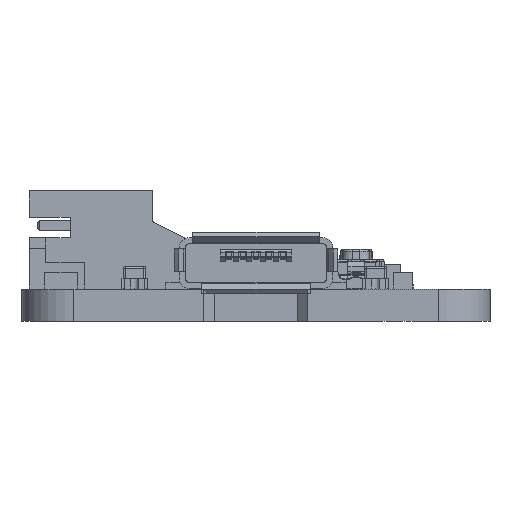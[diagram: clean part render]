
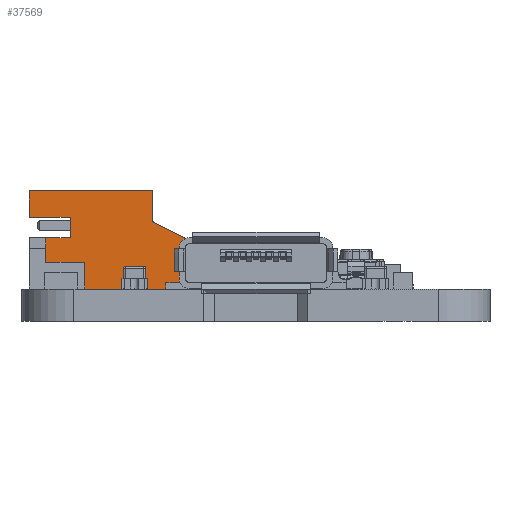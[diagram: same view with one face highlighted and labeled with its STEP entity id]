
A CAD part, left-side view. The second image highlights one B-rep face of the part: STEP entity #37569.
In plain terms, the highlighted planar face has unit normal (-1, 0, 0).
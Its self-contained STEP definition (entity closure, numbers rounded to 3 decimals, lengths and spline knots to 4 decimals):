
#1234=PLANE('',#40331);
#3053=FACE_OUTER_BOUND('',#5256,.T.);
#5256=EDGE_LOOP('',(#30018,#30019,#30020,#30021,#30022,#30023,#30024,#30025,
#30026,#30027,#30028,#30029));
#8182=LINE('',#58205,#12579);
#8203=LINE('',#58248,#12600);
#8284=LINE('',#58405,#12681);
#8286=LINE('',#58409,#12683);
#8288=LINE('',#58413,#12685);
#8289=LINE('',#58416,#12686);
#8292=LINE('',#58421,#12689);
#8293=LINE('',#58423,#12690);
#8295=LINE('',#58428,#12692);
#8297=LINE('',#58431,#12694);
#8326=LINE('',#58487,#12723);
#8328=LINE('',#58490,#12725);
#12579=VECTOR('',#46496,1.5);
#12600=VECTOR('',#46523,1.2);
#12681=VECTOR('',#46664,1.2);
#12683=VECTOR('',#46668,1.9);
#12685=VECTOR('',#46672,1.3);
#12686=VECTOR('',#46675,4.9);
#12689=VECTOR('',#46680,2.5);
#12690=VECTOR('',#46683,1.7889);
#12692=VECTOR('',#46687,2.);
#12694=VECTOR('',#46691,1.);
#12723=VECTOR('',#46742,1.3);
#12725=VECTOR('',#46746,6.);
#17548=VERTEX_POINT('',#58202);
#17549=VERTEX_POINT('',#58204);
#17567=VERTEX_POINT('',#58246);
#17568=VERTEX_POINT('',#58247);
#17614=VERTEX_POINT('',#58403);
#17615=VERTEX_POINT('',#58407);
#17616=VERTEX_POINT('',#58411);
#17617=VERTEX_POINT('',#58415);
#17618=VERTEX_POINT('',#58419);
#17619=VERTEX_POINT('',#58425);
#17620=VERTEX_POINT('',#58427);
#17636=VERTEX_POINT('',#58486);
#21886=EDGE_CURVE('',#17548,#17549,#8182,.F.);
#21907=EDGE_CURVE('',#17567,#17568,#8203,.F.);
#21988=EDGE_CURVE('',#17568,#17614,#8284,.F.);
#21990=EDGE_CURVE('',#17614,#17615,#8286,.T.);
#21992=EDGE_CURVE('',#17615,#17616,#8288,.F.);
#21993=EDGE_CURVE('',#17616,#17617,#8289,.T.);
#21996=EDGE_CURVE('',#17617,#17618,#8292,.T.);
#21997=EDGE_CURVE('',#17618,#17549,#8293,.T.);
#21999=EDGE_CURVE('',#17620,#17619,#8295,.T.);
#22001=EDGE_CURVE('',#17619,#17567,#8297,.F.);
#22030=EDGE_CURVE('',#17636,#17620,#8326,.F.);
#22032=EDGE_CURVE('',#17636,#17548,#8328,.F.);
#30018=ORIENTED_EDGE('',*,*,#21999,.T.);
#30019=ORIENTED_EDGE('',*,*,#22001,.T.);
#30020=ORIENTED_EDGE('',*,*,#21907,.T.);
#30021=ORIENTED_EDGE('',*,*,#21988,.T.);
#30022=ORIENTED_EDGE('',*,*,#21990,.T.);
#30023=ORIENTED_EDGE('',*,*,#21992,.T.);
#30024=ORIENTED_EDGE('',*,*,#21993,.T.);
#30025=ORIENTED_EDGE('',*,*,#21996,.T.);
#30026=ORIENTED_EDGE('',*,*,#21997,.T.);
#30027=ORIENTED_EDGE('',*,*,#21886,.F.);
#30028=ORIENTED_EDGE('',*,*,#22032,.F.);
#30029=ORIENTED_EDGE('',*,*,#22030,.T.);
#37569=ADVANCED_FACE('',(#3053),#1234,.T.);
#40331=AXIS2_PLACEMENT_3D('',#58489,#46744,#46745);
#46496=DIRECTION('',(0.,0.,1.));
#46523=DIRECTION('',(0.,-1.,0.));
#46664=DIRECTION('',(0.,0.,1.));
#46668=DIRECTION('',(0.,-1.,0.));
#46672=DIRECTION('',(0.,0.,1.));
#46675=DIRECTION('',(0.,-1.,0.));
#46680=DIRECTION('',(0.,0.,1.));
#46683=DIRECTION('',(0.,0.894,0.447));
#46687=DIRECTION('',(0.,-1.,0.));
#46691=DIRECTION('',(0.,0.,1.));
#46742=DIRECTION('',(0.,0.,1.));
#46744=DIRECTION('center_axis',(-1.,0.,0.));
#46745=DIRECTION('ref_axis',(0.,-1.,0.));
#46746=DIRECTION('',(0.,1.,0.));
#58202=CARTESIAN_POINT('',(-3.95,-2.8,4.8));
#58204=CARTESIAN_POINT('',(-3.95,-2.8,3.3));
#58205=CARTESIAN_POINT('',(-3.95,-2.8,3.3));
#58246=CARTESIAN_POINT('',(-3.95,1.2,2.5));
#58247=CARTESIAN_POINT('',(-3.95,2.4,2.5));
#58248=CARTESIAN_POINT('',(-3.95,2.4,2.5));
#58403=CARTESIAN_POINT('',(-3.95,2.4,1.3));
#58405=CARTESIAN_POINT('',(-3.95,2.4,1.3));
#58407=CARTESIAN_POINT('',(-3.95,0.5,1.3));
#58409=CARTESIAN_POINT('',(-3.95,2.4,1.3));
#58411=CARTESIAN_POINT('',(-3.95,0.5,0.));
#58413=CARTESIAN_POINT('',(-3.95,0.5,0.));
#58415=CARTESIAN_POINT('',(-3.95,-4.4,0.));
#58416=CARTESIAN_POINT('',(-3.95,0.5,0.));
#58419=CARTESIAN_POINT('',(-3.95,-4.4,2.5));
#58421=CARTESIAN_POINT('',(-3.95,-4.4,0.));
#58423=CARTESIAN_POINT('',(-3.95,-4.4,2.5));
#58425=CARTESIAN_POINT('',(-3.95,1.2,3.5));
#58427=CARTESIAN_POINT('',(-3.95,3.2,3.5));
#58428=CARTESIAN_POINT('',(-3.95,3.2,3.5));
#58431=CARTESIAN_POINT('',(-3.95,1.2,2.5));
#58486=CARTESIAN_POINT('',(-3.95,3.2,4.8));
#58487=CARTESIAN_POINT('',(-3.95,3.2,3.5));
#58489=CARTESIAN_POINT('Origin',(-3.95,0.2,2.4));
#58490=CARTESIAN_POINT('',(-3.95,-2.8,4.8));
